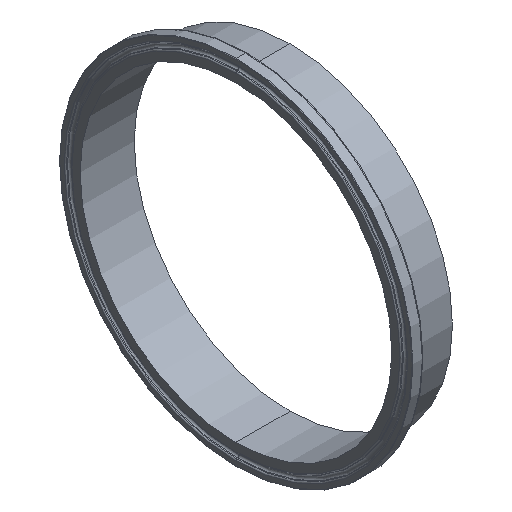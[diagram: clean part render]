
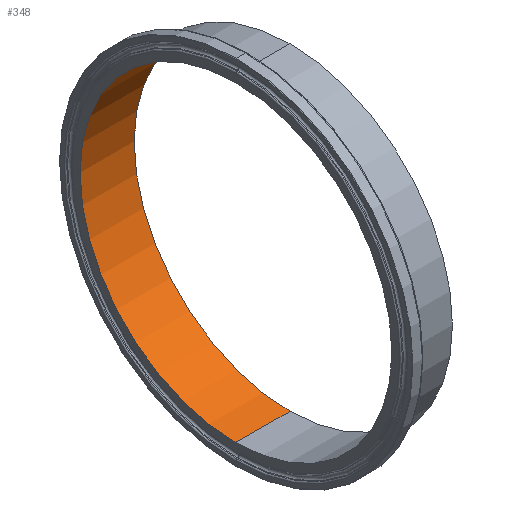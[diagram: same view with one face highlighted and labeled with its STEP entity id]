
A CAD part, isometric view. The second image highlights one B-rep face of the part: STEP entity #348.
In plain terms, the highlighted cylindrical face has radius 80.735 mm (diameter 161.47 mm), a partial arc.
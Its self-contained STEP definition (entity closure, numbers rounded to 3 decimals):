
#48 = DIRECTION ( 'NONE',  ( -1., 0., 0. ) ) ;
#53 = CIRCLE ( 'NONE', #562, 80.735 ) ;
#57 = CARTESIAN_POINT ( 'NONE',  ( 0., 0., -80.735 ) ) ;
#69 = DIRECTION ( 'NONE',  ( -1., 0., 0. ) ) ;
#96 = EDGE_CURVE ( 'NONE', #552, #252, #457, .T. ) ;
#97 = CARTESIAN_POINT ( 'NONE',  ( 0., 0., 80.735 ) ) ;
#117 = ORIENTED_EDGE ( 'NONE', *, *, #208, .F. ) ;
#128 = FACE_OUTER_BOUND ( 'NONE', #300, .T. ) ;
#135 = AXIS2_PLACEMENT_3D ( 'NONE', #661, #69, #485 ) ;
#160 = LINE ( 'NONE', #57, #714 ) ;
#208 = EDGE_CURVE ( 'NONE', #552, #686, #53, .T. ) ;
#223 = CARTESIAN_POINT ( 'NONE',  ( 28., 0., 0. ) ) ;
#237 = CYLINDRICAL_SURFACE ( 'NONE', #135, 80.735 ) ;
#252 = VERTEX_POINT ( 'NONE', #636 ) ;
#267 = VECTOR ( 'NONE', #448, 1000. ) ;
#275 = CARTESIAN_POINT ( 'NONE',  ( 28., 0., -80.735 ) ) ;
#292 = VERTEX_POINT ( 'NONE', #349 ) ;
#300 = EDGE_LOOP ( 'NONE', ( #367, #117, #442, #719 ) ) ;
#315 = DIRECTION ( 'NONE',  ( -1., 0., 0. ) ) ;
#318 = EDGE_CURVE ( 'NONE', #686, #292, #160, .T. ) ;
#348 = ADVANCED_FACE ( 'NONE', ( #128 ), #237, .F. ) ;
#349 = CARTESIAN_POINT ( 'NONE',  ( 0., 0., -80.735 ) ) ;
#367 = ORIENTED_EDGE ( 'NONE', *, *, #318, .F. ) ;
#402 = DIRECTION ( 'NONE',  ( -1., 0., 0. ) ) ;
#409 = AXIS2_PLACEMENT_3D ( 'NONE', #565, #315, #674 ) ;
#441 = CIRCLE ( 'NONE', #409, 80.735 ) ;
#442 = ORIENTED_EDGE ( 'NONE', *, *, #96, .T. ) ;
#448 = DIRECTION ( 'NONE',  ( -1., 0., 0. ) ) ;
#457 = LINE ( 'NONE', #97, #267 ) ;
#485 = DIRECTION ( 'NONE',  ( 0., 0., 1. ) ) ;
#496 = EDGE_CURVE ( 'NONE', #252, #292, #441, .T. ) ;
#514 = CARTESIAN_POINT ( 'NONE',  ( 28., 0., 80.735 ) ) ;
#552 = VERTEX_POINT ( 'NONE', #514 ) ;
#562 = AXIS2_PLACEMENT_3D ( 'NONE', #223, #402, #708 ) ;
#565 = CARTESIAN_POINT ( 'NONE',  ( 0., 0., 0. ) ) ;
#636 = CARTESIAN_POINT ( 'NONE',  ( 0., 0., 80.735 ) ) ;
#661 = CARTESIAN_POINT ( 'NONE',  ( 0., 0., 0. ) ) ;
#674 = DIRECTION ( 'NONE',  ( 0., 0., 1. ) ) ;
#686 = VERTEX_POINT ( 'NONE', #275 ) ;
#708 = DIRECTION ( 'NONE',  ( 0., 0., 1. ) ) ;
#714 = VECTOR ( 'NONE', #48, 1000. ) ;
#719 = ORIENTED_EDGE ( 'NONE', *, *, #496, .T. ) ;
